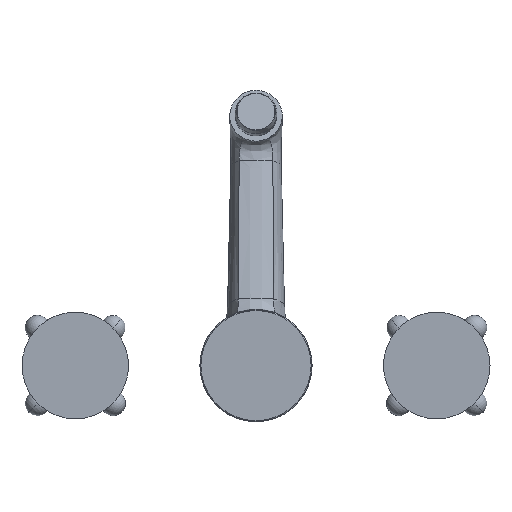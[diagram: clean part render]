
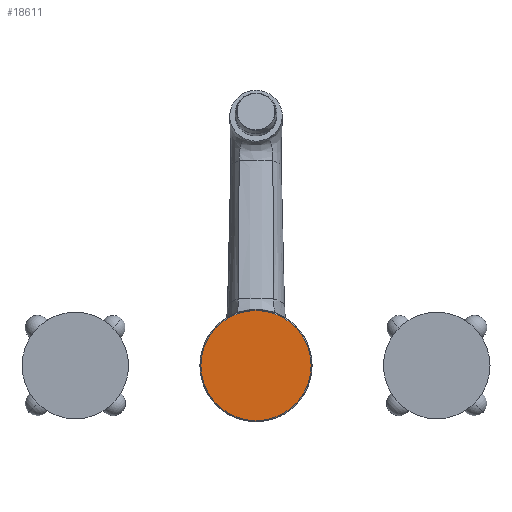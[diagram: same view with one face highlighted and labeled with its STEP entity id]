
A CAD part, front view. The second image highlights one B-rep face of the part: STEP entity #18611.
In plain terms, the highlighted planar face has unit normal (0, -1, 0).
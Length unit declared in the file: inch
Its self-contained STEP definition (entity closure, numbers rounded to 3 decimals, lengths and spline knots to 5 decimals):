
#14919=CARTESIAN_POINT('',(0.,0.,0.));
#14920=DIRECTION('',(0.,1.,0.));
#14921=DIRECTION('',(-1.,0.,0.));
#14922=AXIS2_PLACEMENT_3D('',#14919,#14920,#14921);
#14924=CARTESIAN_POINT('',(0.,0.,0.));
#14925=DIRECTION('',(0.,1.,0.));
#14926=DIRECTION('',(1.,0.,0.));
#14927=AXIS2_PLACEMENT_3D('',#14924,#14925,#14926);
#15231=CARTESIAN_POINT('',(-1.22,0.,0.));
#15232=CARTESIAN_POINT('',(1.22,0.,0.));
#15233=VERTEX_POINT('',#15231);
#15234=VERTEX_POINT('',#15232);
#18601=CARTESIAN_POINT('',(0.,0.,0.));
#18602=DIRECTION('',(0.,1.,0.));
#18603=DIRECTION('',(1.,0.,0.));
#18604=AXIS2_PLACEMENT_3D('',#18601,#18602,#18603);
#18605=PLANE('',#18604);
#18606=ORIENTED_EDGE('',*,*,#18591,.T.);
#18608=ORIENTED_EDGE('',*,*,#18607,.T.);
#18609=EDGE_LOOP('',(#18606,#18608));
#18610=FACE_OUTER_BOUND('',#18609,.F.);
#18611=ADVANCED_FACE('',(#18610),#18605,.F.);
#14923=CIRCLE('',#14922,1.22);
#14928=CIRCLE('',#14927,1.22);
#18591=EDGE_CURVE('',#15233,#15234,#14923,.T.);
#18607=EDGE_CURVE('',#15234,#15233,#14928,.T.);
